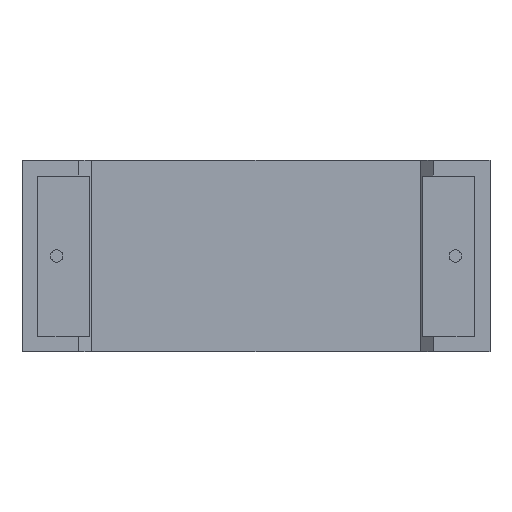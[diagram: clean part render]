
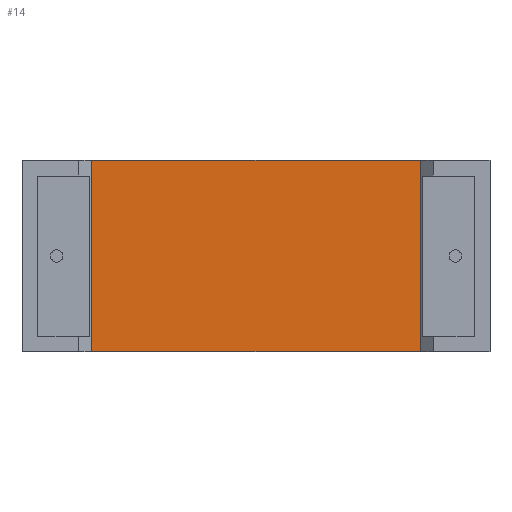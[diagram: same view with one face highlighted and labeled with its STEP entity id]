
A CAD part, front view. The second image highlights one B-rep face of the part: STEP entity #14.
In plain terms, the highlighted planar face has unit normal (0, -1, 0).
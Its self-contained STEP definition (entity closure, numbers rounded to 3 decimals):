
#14 = ADVANCED_FACE ( 'NONE', ( #904 ), #2298, .F. ) ;
#130 = ORIENTED_EDGE ( 'NONE', *, *, #1272, .F. ) ;
#238 = VECTOR ( 'NONE', #966, 1000. ) ;
#413 = VERTEX_POINT ( 'NONE', #2929 ) ;
#742 = CARTESIAN_POINT ( 'NONE',  ( 27.503, 0.865, 13.2 ) ) ;
#777 = ORIENTED_EDGE ( 'NONE', *, *, #1199, .F. ) ;
#904 = FACE_OUTER_BOUND ( 'NONE', #1534, .T. ) ;
#936 = CARTESIAN_POINT ( 'NONE',  ( 16.15, 0.865, 13.2 ) ) ;
#966 = DIRECTION ( 'NONE',  ( 0., 0., 1. ) ) ;
#1183 = LINE ( 'NONE', #2464, #2946 ) ;
#1189 = ORIENTED_EDGE ( 'NONE', *, *, #2412, .T. ) ;
#1199 = EDGE_CURVE ( 'NONE', #2792, #2636, #1384, .T. ) ;
#1272 = EDGE_CURVE ( 'NONE', #413, #2792, #1183, .T. ) ;
#1352 = DIRECTION ( 'NONE',  ( 0., 1., 0. ) ) ;
#1371 = ORIENTED_EDGE ( 'NONE', *, *, #2650, .T. ) ;
#1384 = LINE ( 'NONE', #2618, #238 ) ;
#1386 = DIRECTION ( 'NONE',  ( -1., 0., 0. ) ) ;
#1459 = DIRECTION ( 'NONE',  ( -1., 0., 0. ) ) ;
#1486 = LINE ( 'NONE', #2194, #1865 ) ;
#1534 = EDGE_LOOP ( 'NONE', ( #1189, #777, #130, #1371 ) ) ;
#1661 = VECTOR ( 'NONE', #1876, 1000. ) ;
#1806 = CARTESIAN_POINT ( 'NONE',  ( 4.797, 0.865, 0. ) ) ;
#1865 = VECTOR ( 'NONE', #2673, 1000. ) ;
#1876 = DIRECTION ( 'NONE',  ( -1., 0., 0. ) ) ;
#2077 = VERTEX_POINT ( 'NONE', #742 ) ;
#2194 = CARTESIAN_POINT ( 'NONE',  ( 27.503, 0.865, 0. ) ) ;
#2243 = CARTESIAN_POINT ( 'NONE',  ( 4.797, 0.865, 13.2 ) ) ;
#2259 = AXIS2_PLACEMENT_3D ( 'NONE', #2784, #1352, #1386 ) ;
#2298 = PLANE ( 'NONE',  #2259 ) ;
#2412 = EDGE_CURVE ( 'NONE', #2077, #2636, #2614, .T. ) ;
#2464 = CARTESIAN_POINT ( 'NONE',  ( 16.15, 0.865, 0. ) ) ;
#2614 = LINE ( 'NONE', #936, #1661 ) ;
#2618 = CARTESIAN_POINT ( 'NONE',  ( 4.797, 0.865, 0. ) ) ;
#2636 = VERTEX_POINT ( 'NONE', #2243 ) ;
#2650 = EDGE_CURVE ( 'NONE', #413, #2077, #1486, .T. ) ;
#2673 = DIRECTION ( 'NONE',  ( 0., 0., 1. ) ) ;
#2784 = CARTESIAN_POINT ( 'NONE',  ( 16.15, 0.865, 0. ) ) ;
#2792 = VERTEX_POINT ( 'NONE', #1806 ) ;
#2929 = CARTESIAN_POINT ( 'NONE',  ( 27.503, 0.865, 0. ) ) ;
#2946 = VECTOR ( 'NONE', #1459, 1000. ) ;
